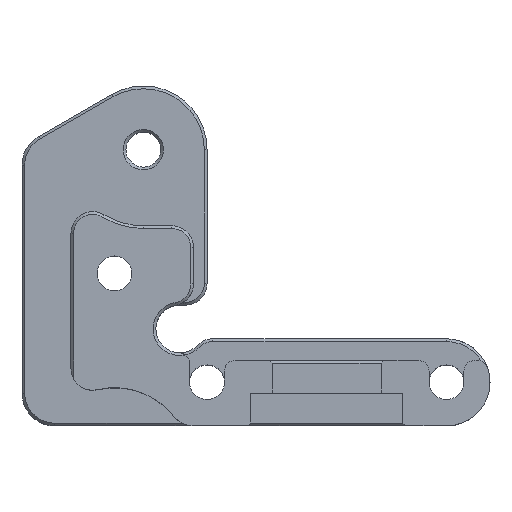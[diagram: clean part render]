
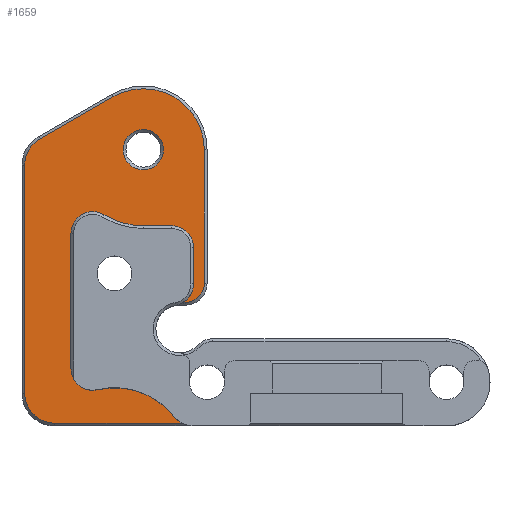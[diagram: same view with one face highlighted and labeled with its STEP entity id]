
A CAD part, top view. The second image highlights one B-rep face of the part: STEP entity #1659.
In plain terms, the highlighted planar face has unit normal (0, 0, 1).
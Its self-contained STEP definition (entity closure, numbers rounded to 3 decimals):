
#16=FACE_BOUND('',#212,.T.);
#53=PLANE('',#1794);
#114=FACE_OUTER_BOUND('',#211,.T.);
#211=EDGE_LOOP('',(#1197,#1198,#1199,#1200,#1201,#1202,#1203,#1204,#1205,
#1206,#1207,#1208,#1209,#1210,#1211,#1212,#1213,#1214,#1215));
#212=EDGE_LOOP('',(#1216));
#311=LINE('',#2518,#475);
#315=LINE('',#2530,#479);
#318=LINE('',#2538,#482);
#325=LINE('',#2583,#489);
#326=LINE('',#2588,#490);
#327=LINE('',#2592,#491);
#328=LINE('',#2596,#492);
#329=LINE('',#2600,#493);
#475=VECTOR('',#1992,10.);
#479=VECTOR('',#2006,10.);
#482=VECTOR('',#2015,10.);
#489=VECTOR('',#2048,10.);
#490=VECTOR('',#2053,10.);
#491=VECTOR('',#2056,10.);
#492=VECTOR('',#2059,10.);
#493=VECTOR('',#2062,10.);
#633=CIRCLE('',#1771,1.98);
#635=CIRCLE('',#1775,2.);
#636=CIRCLE('',#1777,7.);
#637=CIRCLE('',#1780,2.);
#638=CIRCLE('',#1783,2.);
#642=CIRCLE('',#1789,1.85);
#646=CIRCLE('',#1795,2.);
#647=CIRCLE('',#1796,7.);
#648=CIRCLE('',#1797,1.75);
#649=CIRCLE('',#1798,5.6);
#650=CIRCLE('',#1799,2.75);
#651=CIRCLE('',#1800,2.75);
#726=VERTEX_POINT('',#2508);
#727=VERTEX_POINT('',#2510);
#729=VERTEX_POINT('',#2516);
#730=VERTEX_POINT('',#2520);
#731=VERTEX_POINT('',#2524);
#732=VERTEX_POINT('',#2528);
#733=VERTEX_POINT('',#2532);
#734=VERTEX_POINT('',#2536);
#737=VERTEX_POINT('',#2547);
#743=VERTEX_POINT('',#2569);
#747=VERTEX_POINT('',#2581);
#748=VERTEX_POINT('',#2582);
#749=VERTEX_POINT('',#2584);
#750=VERTEX_POINT('',#2587);
#751=VERTEX_POINT('',#2589);
#752=VERTEX_POINT('',#2591);
#753=VERTEX_POINT('',#2593);
#754=VERTEX_POINT('',#2595);
#755=VERTEX_POINT('',#2597);
#756=VERTEX_POINT('',#2599);
#888=EDGE_CURVE('',#727,#726,#633,.T.);
#892=EDGE_CURVE('',#726,#729,#311,.T.);
#894=EDGE_CURVE('',#729,#730,#635,.T.);
#896=EDGE_CURVE('',#730,#731,#636,.T.);
#898=EDGE_CURVE('',#731,#732,#315,.T.);
#900=EDGE_CURVE('',#732,#733,#637,.T.);
#902=EDGE_CURVE('',#733,#734,#318,.T.);
#906=EDGE_CURVE('',#734,#737,#638,.T.);
#913=EDGE_CURVE('',#743,#743,#642,.T.);
#919=EDGE_CURVE('',#747,#748,#325,.T.);
#920=EDGE_CURVE('',#747,#749,#646,.T.);
#921=EDGE_CURVE('',#749,#727,#647,.T.);
#922=EDGE_CURVE('',#750,#737,#326,.T.);
#923=EDGE_CURVE('',#751,#750,#648,.T.);
#924=EDGE_CURVE('',#752,#751,#327,.T.);
#925=EDGE_CURVE('',#753,#752,#649,.T.);
#926=EDGE_CURVE('',#754,#753,#328,.T.);
#927=EDGE_CURVE('',#755,#754,#650,.T.);
#928=EDGE_CURVE('',#756,#755,#329,.T.);
#929=EDGE_CURVE('',#748,#756,#651,.T.);
#1197=ORIENTED_EDGE('',*,*,#919,.F.);
#1198=ORIENTED_EDGE('',*,*,#920,.T.);
#1199=ORIENTED_EDGE('',*,*,#921,.T.);
#1200=ORIENTED_EDGE('',*,*,#888,.T.);
#1201=ORIENTED_EDGE('',*,*,#892,.T.);
#1202=ORIENTED_EDGE('',*,*,#894,.T.);
#1203=ORIENTED_EDGE('',*,*,#896,.T.);
#1204=ORIENTED_EDGE('',*,*,#898,.T.);
#1205=ORIENTED_EDGE('',*,*,#900,.T.);
#1206=ORIENTED_EDGE('',*,*,#902,.T.);
#1207=ORIENTED_EDGE('',*,*,#906,.T.);
#1208=ORIENTED_EDGE('',*,*,#922,.F.);
#1209=ORIENTED_EDGE('',*,*,#923,.F.);
#1210=ORIENTED_EDGE('',*,*,#924,.F.);
#1211=ORIENTED_EDGE('',*,*,#925,.F.);
#1212=ORIENTED_EDGE('',*,*,#926,.F.);
#1213=ORIENTED_EDGE('',*,*,#927,.F.);
#1214=ORIENTED_EDGE('',*,*,#928,.F.);
#1215=ORIENTED_EDGE('',*,*,#929,.F.);
#1216=ORIENTED_EDGE('',*,*,#913,.F.);
#1659=ADVANCED_FACE('',(#114,#16),#53,.T.);
#1771=AXIS2_PLACEMENT_3D('',#2511,#1984,#1985);
#1775=AXIS2_PLACEMENT_3D('',#2522,#1996,#1997);
#1777=AXIS2_PLACEMENT_3D('',#2526,#2001,#2002);
#1780=AXIS2_PLACEMENT_3D('',#2534,#2010,#2011);
#1783=AXIS2_PLACEMENT_3D('',#2555,#2019,#2020);
#1789=AXIS2_PLACEMENT_3D('',#2570,#2034,#2035);
#1794=AXIS2_PLACEMENT_3D('',#2580,#2046,#2047);
#1795=AXIS2_PLACEMENT_3D('',#2585,#2049,#2050);
#1796=AXIS2_PLACEMENT_3D('',#2586,#2051,#2052);
#1797=AXIS2_PLACEMENT_3D('',#2590,#2054,#2055);
#1798=AXIS2_PLACEMENT_3D('',#2594,#2057,#2058);
#1799=AXIS2_PLACEMENT_3D('',#2598,#2060,#2061);
#1800=AXIS2_PLACEMENT_3D('',#2601,#2063,#2064);
#1984=DIRECTION('center_axis',(0.,0.,-1.));
#1985=DIRECTION('ref_axis',(-1.,0.,0.));
#1992=DIRECTION('',(0.,1.,0.));
#1996=DIRECTION('center_axis',(0.,0.,-1.));
#1997=DIRECTION('ref_axis',(0.517,0.856,0.));
#2001=DIRECTION('center_axis',(0.,0.,1.));
#2002=DIRECTION('ref_axis',(-0.517,-0.856,0.));
#2006=DIRECTION('',(1.,0.,0.));
#2010=DIRECTION('center_axis',(0.,0.,-1.));
#2011=DIRECTION('ref_axis',(1.,0.,0.));
#2015=DIRECTION('',(0.,-1.,0.));
#2019=DIRECTION('center_axis',(0.,0.,-1.));
#2020=DIRECTION('ref_axis',(0.178,-0.984,0.));
#2034=DIRECTION('center_axis',(0.,0.,1.));
#2035=DIRECTION('ref_axis',(-1.,0.,0.));
#2046=DIRECTION('center_axis',(0.,0.,1.));
#2047=DIRECTION('ref_axis',(1.,0.,0.));
#2048=DIRECTION('',(-1.,0.,0.));
#2049=DIRECTION('center_axis',(0.,0.,-1.));
#2050=DIRECTION('ref_axis',(-0.792,-0.611,0.));
#2051=DIRECTION('center_axis',(0.,0.,1.));
#2052=DIRECTION('ref_axis',(0.792,0.611,0.));
#2053=DIRECTION('',(-1.,0.,0.));
#2054=DIRECTION('center_axis',(0.,0.,-1.));
#2055=DIRECTION('ref_axis',(0.,-1.,0.));
#2056=DIRECTION('',(0.,-1.,0.));
#2057=DIRECTION('center_axis',(0.,0.,-1.));
#2058=DIRECTION('ref_axis',(1.,0.,0.));
#2059=DIRECTION('',(0.866,0.5,0.));
#2060=DIRECTION('center_axis',(0.,0.,-1.));
#2061=DIRECTION('ref_axis',(-0.5,0.866,0.));
#2062=DIRECTION('',(0.,1.,0.));
#2063=DIRECTION('center_axis',(0.,0.,-1.));
#2064=DIRECTION('ref_axis',(-1.,0.,0.));
#2508=CARTESIAN_POINT('',(-4.,-10.15,3.));
#2510=CARTESIAN_POINT('',(-1.575,-12.079,3.));
#2511=CARTESIAN_POINT('Origin',(-2.02,-10.15,3.));
#2516=CARTESIAN_POINT('',(-4.,2.274,3.));
#2518=CARTESIAN_POINT('',(-4.,1.245,3.));
#2520=CARTESIAN_POINT('',(-0.967,3.987,3.));
#2522=CARTESIAN_POINT('Origin',(-2.,2.274,3.));
#2524=CARTESIAN_POINT('',(2.65,2.98,3.));
#2526=CARTESIAN_POINT('Origin',(2.65,9.98,3.));
#2528=CARTESIAN_POINT('',(5.25,2.98,3.));
#2530=CARTESIAN_POINT('',(9.125,2.98,3.));
#2532=CARTESIAN_POINT('',(7.25,0.98,3.));
#2534=CARTESIAN_POINT('Origin',(5.25,0.98,3.));
#2536=CARTESIAN_POINT('',(7.25,-2.367,3.));
#2538=CARTESIAN_POINT('',(7.25,-1.076,3.));
#2547=CARTESIAN_POINT('',(6.331,-4.05,3.));
#2555=CARTESIAN_POINT('Origin',(5.25,-2.367,3.));
#2569=CARTESIAN_POINT('',(4.5,9.98,3.));
#2570=CARTESIAN_POINT('Origin',(2.65,9.98,3.));
#2580=CARTESIAN_POINT('Origin',(13.,0.215,3.));
#2581=CARTESIAN_POINT('',(6.156,-15.15,3.));
#2582=CARTESIAN_POINT('',(-5.5,-15.15,3.));
#2583=CARTESIAN_POINT('',(3.75,-15.15,3.));
#2584=CARTESIAN_POINT('',(5.541,-14.622,3.));
#2585=CARTESIAN_POINT('Origin',(7.124,-13.4,3.));
#2586=CARTESIAN_POINT('Origin',(0.,-18.9,
3.));
#2587=CARTESIAN_POINT('',(6.5,-4.05,3.));
#2588=CARTESIAN_POINT('',(9.499,-4.05,3.));
#2589=CARTESIAN_POINT('',(8.25,-2.3,3.));
#2590=CARTESIAN_POINT('Origin',(6.5,-2.3,3.));
#2591=CARTESIAN_POINT('',(8.25,9.98,3.));
#2592=CARTESIAN_POINT('',(8.25,-1.043,3.));
#2593=CARTESIAN_POINT('',(-0.15,14.83,3.));
#2594=CARTESIAN_POINT('Origin',(2.65,9.98,3.));
#2595=CARTESIAN_POINT('',(-6.875,10.947,3.));
#2596=CARTESIAN_POINT('',(1.617,15.85,3.));
#2597=CARTESIAN_POINT('',(-8.25,8.565,3.));
#2598=CARTESIAN_POINT('Origin',(-5.5,8.565,3.));
#2599=CARTESIAN_POINT('',(-8.25,-12.4,3.));
#2600=CARTESIAN_POINT('',(-8.25,4.39,3.));
#2601=CARTESIAN_POINT('Origin',(-5.5,-12.4,3.));
